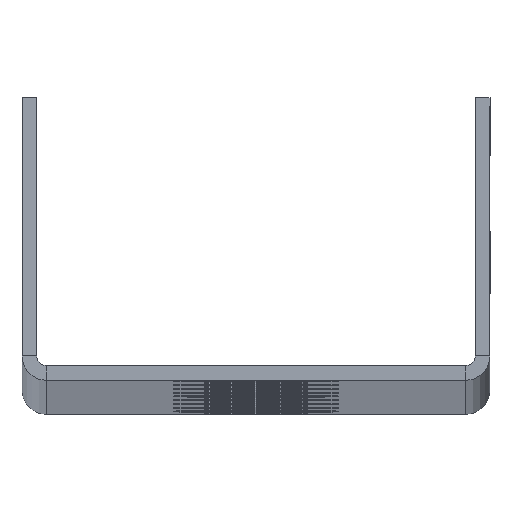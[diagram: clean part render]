
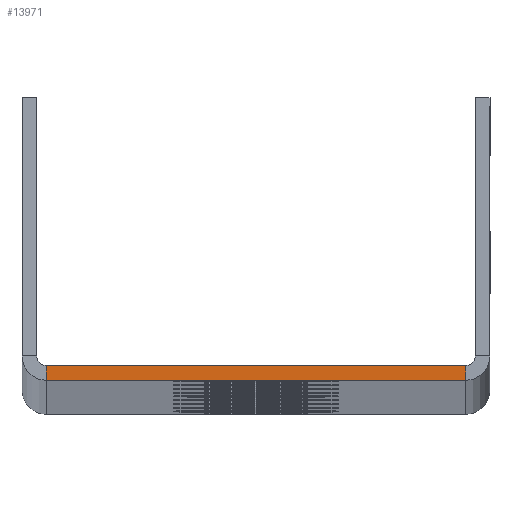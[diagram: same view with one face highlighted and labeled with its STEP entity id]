
A CAD part, top view. The second image highlights one B-rep face of the part: STEP entity #13971.
In plain terms, the highlighted planar face has unit normal (0, 0, 1).
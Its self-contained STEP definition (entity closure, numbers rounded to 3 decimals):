
#294 = CARTESIAN_POINT ( 'NONE',  ( 21.5, 0., 2000. ) ) ;
#2822 = EDGE_CURVE ( 'NONE', #4381, #4390, #13505, .T. ) ;
#2883 = EDGE_CURVE ( 'NONE', #4454, #4342, #13574, .T. ) ;
#2884 = EDGE_CURVE ( 'NONE', #4454, #4390, #13566, .T. ) ;
#2892 = EDGE_CURVE ( 'NONE', #4381, #4342, #13587, .T. ) ;
#3153 = EDGE_LOOP ( 'NONE', ( #3183, #3184, #3185, #3186 ) ) ;
#3183 = ORIENTED_EDGE ( 'NONE', *, *, #2822, .F. ) ;
#3184 = ORIENTED_EDGE ( 'NONE', *, *, #2892, .T. ) ;
#3185 = ORIENTED_EDGE ( 'NONE', *, *, #2883, .F. ) ;
#3186 = ORIENTED_EDGE ( 'NONE', *, *, #2884, .T. ) ;
#3768 = CARTESIAN_POINT ( 'NONE',  ( -21.5, 0., 2000. ) ) ;
#3816 = CARTESIAN_POINT ( 'NONE',  ( -21.5, 1.5, 2000. ) ) ;
#3825 = CARTESIAN_POINT ( 'NONE',  ( 21.5, 1.5, 2000. ) ) ;
#4342 = VERTEX_POINT ( 'NONE', #3768 ) ;
#4381 = VERTEX_POINT ( 'NONE', #3816 ) ;
#4390 = VERTEX_POINT ( 'NONE', #3825 ) ;
#4454 = VERTEX_POINT ( 'NONE', #294 ) ;
#5009 = AXIS2_PLACEMENT_3D ( 'NONE', #11932, #11938, #11939 ) ;
#5189 = CARTESIAN_POINT ( 'NONE',  ( 24., 0., 2000. ) ) ;
#5193 = DIRECTION ( 'NONE',  ( 0., 1., 0. ) ) ;
#5203 = DIRECTION ( 'NONE',  ( -1., 0., 0. ) ) ;
#5204 = CARTESIAN_POINT ( 'NONE',  ( 21.5, 0., 2000. ) ) ;
#5214 = CARTESIAN_POINT ( 'NONE',  ( -21.5, 1.5, 2000. ) ) ;
#5227 = DIRECTION ( 'NONE',  ( 0., -1., 0. ) ) ;
#9322 = FACE_OUTER_BOUND ( 'NONE', #3153, .T. ) ;
#11932 = CARTESIAN_POINT ( 'NONE',  ( 24., 29., 2000. ) ) ;
#11936 = PLANE ( 'NONE',  #5009 ) ;
#11938 = DIRECTION ( 'NONE',  ( 0., 0., 1. ) ) ;
#11939 = DIRECTION ( 'NONE',  ( 1., 0., 0. ) ) ;
#12317 = CARTESIAN_POINT ( 'NONE',  ( 21.5, 1.5, 2000. ) ) ;
#12345 = DIRECTION ( 'NONE',  ( 1., 0., 0. ) ) ;
#13505 = LINE ( 'NONE', #12317, #13516 ) ;
#13516 = VECTOR ( 'NONE', #12345, 1000. ) ;
#13566 = LINE ( 'NONE', #5204, #13583 ) ;
#13574 = LINE ( 'NONE', #5189, #13584 ) ;
#13583 = VECTOR ( 'NONE', #5193, 1000. ) ;
#13584 = VECTOR ( 'NONE', #5203, 1000. ) ;
#13587 = LINE ( 'NONE', #5214, #13595 ) ;
#13595 = VECTOR ( 'NONE', #5227, 1000. ) ;
#13971 = ADVANCED_FACE ( 'NONE', ( #9322 ), #11936, .T. ) ;
